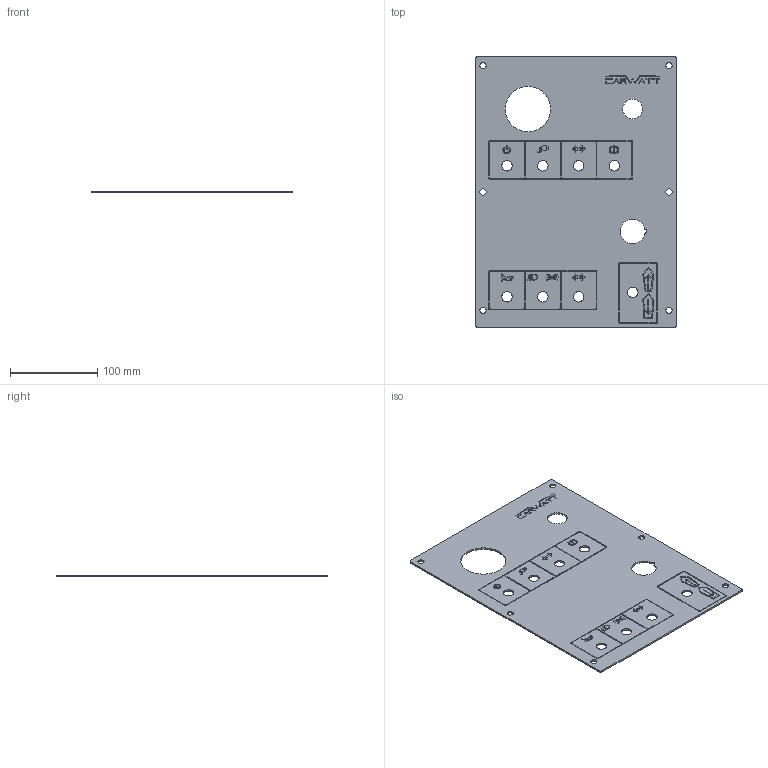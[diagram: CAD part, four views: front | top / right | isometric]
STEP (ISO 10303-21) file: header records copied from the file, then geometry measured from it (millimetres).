
FILE_DESCRIPTION(('CATIA V5 STEP Exchange'),'2;1');
FILE_NAME('NBL_IHMPD.stp','2019-03-14T17:08:54+00:00',('none'),('none'),'CATIA Version 5 Release 21 GA (IN-10)','CATIA V5 STEP AP203','none');
FILE_SCHEMA(('CONFIG_CONTROL_DESIGN'));
Length unit declared in the file: millimetre
Products named in the file (1): Plaque_Droite_IHM_Pupitre
Bounding box: 230 x 310 x 2 mm (x, y, z)
Volume: 132310.8 mm3; surface area: 141343.3 mm2
Topology: 1 solids, 1 shells, 704 faces, 1917 edges, 1278 vertices
Faces by surface type: extrusion 312, plane 310, cylinder 82
Entity records: 23049 total; most frequent: CARTESIAN_POINT 7442, ORIENTED_EDGE 3834, EDGE_CURVE 1917, DIRECTION 1841, VERTEX_POINT 1278, B_SPLINE_CURVE_WITH_KNOTS 1224, VECTOR 1153, LINE 841
